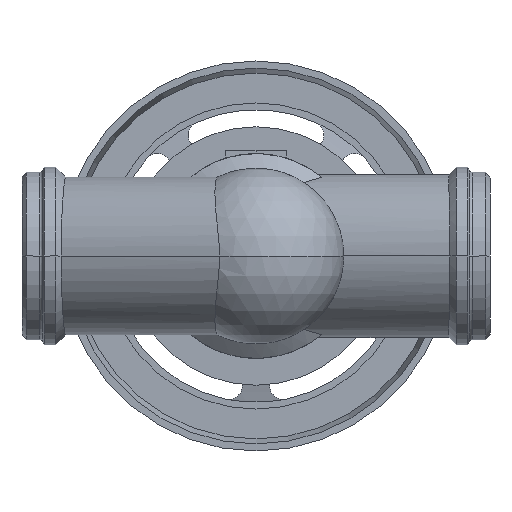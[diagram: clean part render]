
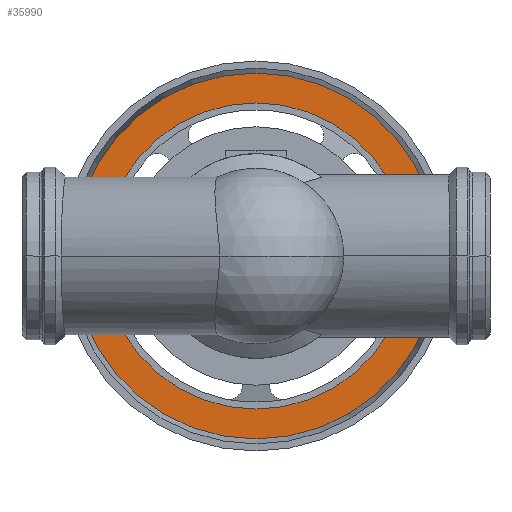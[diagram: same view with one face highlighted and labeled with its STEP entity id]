
A CAD part, front view. The second image highlights one B-rep face of the part: STEP entity #35990.
In plain terms, the highlighted planar face has unit normal (0, -1, 0).
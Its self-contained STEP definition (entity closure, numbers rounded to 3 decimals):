
#35510=CARTESIAN_POINT('',(427.662,459.04,0.
));
#35520=VERTEX_POINT('',#35510);
#35600=CARTESIAN_POINT('',(52.338,459.04,0.));
#35610=VERTEX_POINT('',#35600);
#35640=CARTESIAN_POINT('',(240.,459.04,0.));
#35650=DIRECTION('',(0.,1.,0.));
#35660=DIRECTION('',(1.,0.,0.));
#35670=AXIS2_PLACEMENT_3D('',#35640,#35650,#35660);
#35680=CIRCLE('',#35670,187.662);
#35690=EDGE_CURVE('',#35520,#35610,#35680,.T.);
#35740=CARTESIAN_POINT('',(412.331,459.04,0.
));
#35750=DIRECTION('',(0.,-1.,0.));
#35760=DIRECTION('',(-1.,0.,0.));
#35770=AXIS2_PLACEMENT_3D('',#35740,#35750,#35760);
#35780=PLANE('',#35770);
#35790=EDGE_CURVE('',#35610,#35520,#35680,.T.);
#35800=ORIENTED_EDGE('',*,*,#35790,.F.);
#35810=ORIENTED_EDGE('',*,*,#35690,.F.);
#35820=EDGE_LOOP('',(#35810,#35800));
#35830=FACE_OUTER_BOUND('',#35820,.T.);
#35840=CARTESIAN_POINT('',(240.,459.04,0.));
#35850=DIRECTION('',(0.,1.,0.));
#35860=DIRECTION('',(1.,0.,0.));
#35870=AXIS2_PLACEMENT_3D('',#35840,#35850,#35860);
#35880=CIRCLE('',#35870,157.);
#35890=CARTESIAN_POINT('',(397.,459.04,0.));
#35900=VERTEX_POINT('',#35890);
#35910=CARTESIAN_POINT('',(83.,459.04,0.));
#35920=VERTEX_POINT('',#35910);
#35930=EDGE_CURVE('',#35900,#35920,#35880,.T.);
#35940=ORIENTED_EDGE('',*,*,#35930,.T.);
#35950=EDGE_CURVE('',#35920,#35900,#35880,.T.);
#35960=ORIENTED_EDGE('',*,*,#35950,.T.);
#35970=EDGE_LOOP('',(#35960,#35940));
#35980=FACE_BOUND('',#35970,.T.);
#35990=ADVANCED_FACE('',(#35830,#35980),#35780,.T.);
